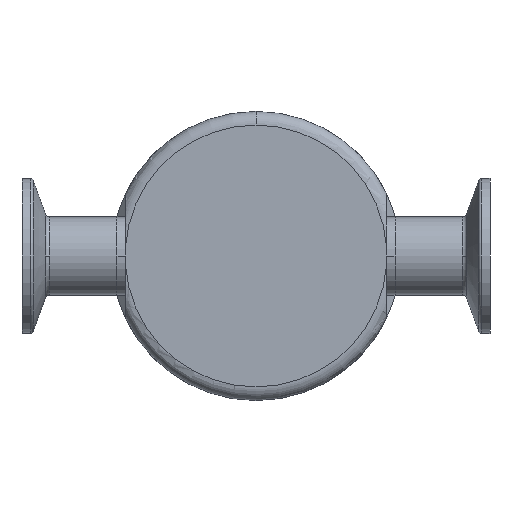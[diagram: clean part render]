
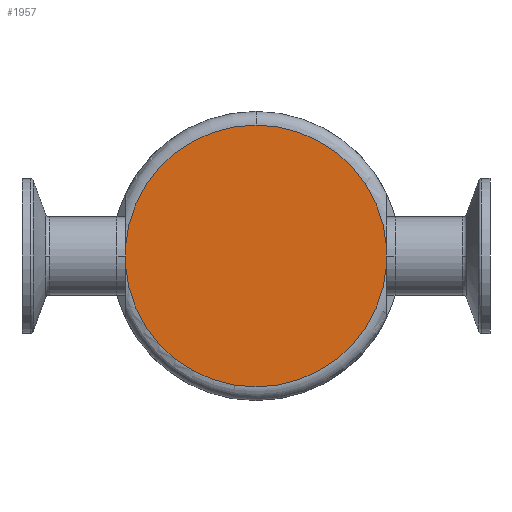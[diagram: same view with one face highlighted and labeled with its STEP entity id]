
A CAD part, front view. The second image highlights one B-rep face of the part: STEP entity #1957.
In plain terms, the highlighted planar face has unit normal (0, -1, 0).
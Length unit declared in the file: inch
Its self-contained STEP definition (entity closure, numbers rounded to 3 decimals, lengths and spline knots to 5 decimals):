
#113 = VERTEX_POINT ( 'NONE', #1503 ) ;
#135 = CARTESIAN_POINT ( 'NONE',  ( -1.67, 0., 0.12933 ) ) ;
#190 = VERTEX_POINT ( 'NONE', #135 ) ;
#261 = CARTESIAN_POINT ( 'NONE',  ( 0., 0., 1.675 ) ) ;
#368 = CARTESIAN_POINT ( 'NONE',  ( -1.67, 0., -1.85 ) ) ;
#428 = CIRCLE ( 'NONE', #2354, 1.675 ) ;
#553 = EDGE_LOOP ( 'NONE', ( #571, #797, #2278, #1062, #1819 ) ) ;
#571 = ORIENTED_EDGE ( 'NONE', *, *, #2861, .F. ) ;
#666 = EDGE_CURVE ( 'NONE', #113, #1402, #670, .T. ) ;
#670 = CIRCLE ( 'NONE', #3230, 1.675 ) ;
#797 = ORIENTED_EDGE ( 'NONE', *, *, #666, .T. ) ;
#911 = CARTESIAN_POINT ( 'NONE',  ( 0., 0., 0. ) ) ;
#941 = CARTESIAN_POINT ( 'NONE',  ( 0., 0., 0. ) ) ;
#985 = DIRECTION ( 'NONE',  ( 0., 0., 1. ) ) ;
#1060 = EDGE_CURVE ( 'NONE', #2737, #190, #2839, .T. ) ;
#1062 = ORIENTED_EDGE ( 'NONE', *, *, #2652, .T. ) ;
#1076 = CARTESIAN_POINT ( 'NONE',  ( 0., 0., 0. ) ) ;
#1142 = EDGE_CURVE ( 'NONE', #1402, #3764, #1195, .T. ) ;
#1195 = LINE ( 'NONE', #3628, #2980 ) ;
#1239 = DIRECTION ( 'NONE',  ( 0., -1., 0. ) ) ;
#1402 = VERTEX_POINT ( 'NONE', #1572 ) ;
#1503 = CARTESIAN_POINT ( 'NONE',  ( -1.67, 0., -0.12933 ) ) ;
#1572 = CARTESIAN_POINT ( 'NONE',  ( 1.67, 0., -0.12933 ) ) ;
#1702 = DIRECTION ( 'NONE',  ( 0., 0., 1. ) ) ;
#1807 = VECTOR ( 'NONE', #2349, 39.37008 ) ;
#1819 = ORIENTED_EDGE ( 'NONE', *, *, #1060, .T. ) ;
#1859 = DIRECTION ( 'NONE',  ( 0., 0., 1. ) ) ;
#1957 = ADVANCED_FACE ( 'NONE', ( #2031 ), #3306, .F. ) ;
#1970 = DIRECTION ( 'NONE',  ( 0., -1., 0. ) ) ;
#2025 = AXIS2_PLACEMENT_3D ( 'NONE', #911, #1239, #2343 ) ;
#2028 = LINE ( 'NONE', #368, #1807 ) ;
#2031 = FACE_OUTER_BOUND ( 'NONE', #553, .T. ) ;
#2097 = CARTESIAN_POINT ( 'NONE',  ( 0., 0., 0. ) ) ;
#2247 = AXIS2_PLACEMENT_3D ( 'NONE', #2097, #3267, #1859 ) ;
#2278 = ORIENTED_EDGE ( 'NONE', *, *, #1142, .T. ) ;
#2326 = CARTESIAN_POINT ( 'NONE',  ( 1.67, 0., 0.12933 ) ) ;
#2343 = DIRECTION ( 'NONE',  ( 0., 0., 1. ) ) ;
#2349 = DIRECTION ( 'NONE',  ( 0., 0., 1. ) ) ;
#2354 = AXIS2_PLACEMENT_3D ( 'NONE', #1076, #1970, #1702 ) ;
#2652 = EDGE_CURVE ( 'NONE', #3764, #2737, #428, .T. ) ;
#2737 = VERTEX_POINT ( 'NONE', #261 ) ;
#2839 = CIRCLE ( 'NONE', #2025, 1.675 ) ;
#2861 = EDGE_CURVE ( 'NONE', #113, #190, #2028, .T. ) ;
#2980 = VECTOR ( 'NONE', #985, 39.37008 ) ;
#3230 = AXIS2_PLACEMENT_3D ( 'NONE', #941, #3607, #3322 ) ;
#3267 = DIRECTION ( 'NONE',  ( 0., 1., 0. ) ) ;
#3306 = PLANE ( 'NONE',  #2247 ) ;
#3322 = DIRECTION ( 'NONE',  ( 0., 0., 1. ) ) ;
#3607 = DIRECTION ( 'NONE',  ( 0., -1., 0. ) ) ;
#3628 = CARTESIAN_POINT ( 'NONE',  ( 1.67, 0., -1.85 ) ) ;
#3764 = VERTEX_POINT ( 'NONE', #2326 ) ;
